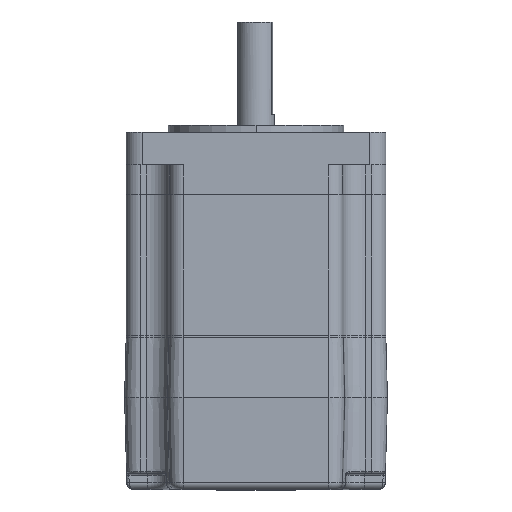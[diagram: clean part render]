
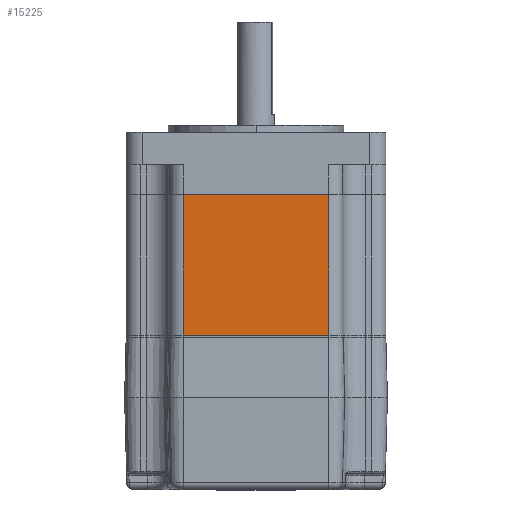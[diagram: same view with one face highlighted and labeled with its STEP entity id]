
A CAD part, top view. The second image highlights one B-rep face of the part: STEP entity #15225.
In plain terms, the highlighted face is planar.
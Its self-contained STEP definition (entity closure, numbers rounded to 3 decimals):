
#1948 = VERTEX_POINT ( 'NONE', #67061 ) ;
#1961 = VERTEX_POINT ( 'NONE', #67074 ) ;
#1962 = VERTEX_POINT ( 'NONE', #67075 ) ;
#1982 = VERTEX_POINT ( 'NONE', #67095 ) ;
#6890 = EDGE_LOOP ( 'NONE', ( #16865, #16866, #16863, #16868 ) ) ;
#14427 = EDGE_CURVE ( 'NONE', #1982, #1948, #35299, .T. ) ;
#14449 = EDGE_CURVE ( 'NONE', #1962, #1961, #35306, .T. ) ;
#15041 = EDGE_CURVE ( 'NONE', #1982, #1962, #48671, .T. ) ;
#15044 = EDGE_CURVE ( 'NONE', #1948, #1961, #48675, .T. ) ;
#15225 = ADVANCED_FACE ( 'NONE', ( #48953 ), #50142, .F. ) ;
#16863 = ORIENTED_EDGE ( 'NONE', *, *, #14427, .F. ) ;
#16865 = ORIENTED_EDGE ( 'NONE', *, *, #14449, .T. ) ;
#16866 = ORIENTED_EDGE ( 'NONE', *, *, #15044, .F. ) ;
#16868 = ORIENTED_EDGE ( 'NONE', *, *, #15041, .T. ) ;
#35299 = LINE ( 'NONE', #46713, #45555 ) ;
#35306 = LINE ( 'NONE', #46772, #45589 ) ;
#45555 = VECTOR ( 'NONE', #46714, 1000. ) ;
#45589 = VECTOR ( 'NONE', #46773, 1000. ) ;
#46516 = VECTOR ( 'NONE', #48401, 1000. ) ;
#46519 = VECTOR ( 'NONE', #48410, 1000. ) ;
#46713 = CARTESIAN_POINT ( 'NONE',  ( 284.866, 187.768, 31. ) ) ;
#46714 = DIRECTION ( 'NONE',  ( -1., 0., 0. ) ) ;
#46772 = CARTESIAN_POINT ( 'NONE',  ( 284.866, 187.768, 0. ) ) ;
#46773 = DIRECTION ( 'NONE',  ( -1., 0., 0. ) ) ;
#48400 = CARTESIAN_POINT ( 'NONE',  ( 284.866, 187.768, 31. ) ) ;
#48401 = DIRECTION ( 'NONE',  ( 0., 0., -1. ) ) ;
#48409 = CARTESIAN_POINT ( 'NONE',  ( 253.266, 187.768, 31. ) ) ;
#48410 = DIRECTION ( 'NONE',  ( 0., 0., -1. ) ) ;
#48671 = LINE ( 'NONE', #48400, #46516 ) ;
#48675 = LINE ( 'NONE', #48409, #46519 ) ;
#48953 = FACE_OUTER_BOUND ( 'NONE', #6890, .T. ) ;
#50142 = PLANE ( 'NONE',  #50893 ) ;
#50143 = CARTESIAN_POINT ( 'NONE',  ( 284.866, 187.768, 31. ) ) ;
#50144 = DIRECTION ( 'NONE',  ( 0., -1., 0. ) ) ;
#50145 = DIRECTION ( 'NONE',  ( 1., 0., 0. ) ) ;
#50893 = AXIS2_PLACEMENT_3D ( 'NONE', #50143, #50144, #50145 ) ;
#67061 = CARTESIAN_POINT ( 'NONE',  ( 253.266, 187.768, 31. ) ) ;
#67074 = CARTESIAN_POINT ( 'NONE',  ( 253.266, 187.768, 0. ) ) ;
#67075 = CARTESIAN_POINT ( 'NONE',  ( 284.866, 187.768, 0. ) ) ;
#67095 = CARTESIAN_POINT ( 'NONE',  ( 284.866, 187.768, 31. ) ) ;
